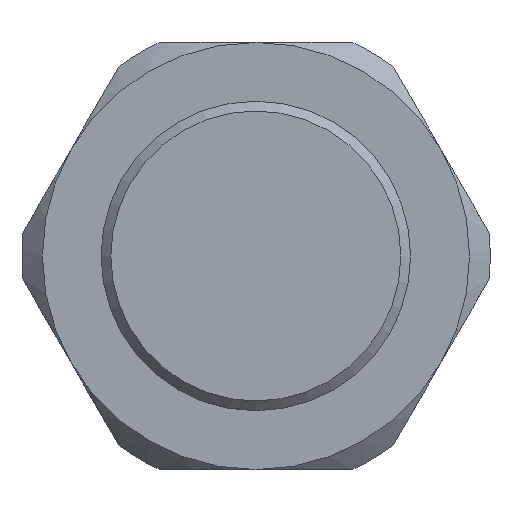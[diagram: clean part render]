
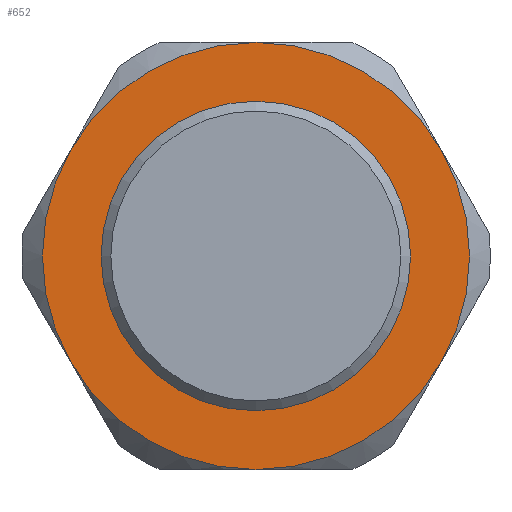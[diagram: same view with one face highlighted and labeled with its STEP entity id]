
A CAD part, front view. The second image highlights one B-rep face of the part: STEP entity #652.
In plain terms, the highlighted planar face has unit normal (0, -1, 0).
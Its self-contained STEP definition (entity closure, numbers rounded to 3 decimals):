
#28=FACE_BOUND('',#147,.T.);
#33=PLANE('',#728);
#107=FACE_OUTER_BOUND('',#146,.T.);
#146=EDGE_LOOP('',(#497,#498,#499,#500,#501,#502));
#147=EDGE_LOOP('',(#503));
#266=CIRCLE('',#707,7.9);
#279=CIRCLE('',#729,10.9);
#280=CIRCLE('',#730,10.9);
#281=CIRCLE('',#731,10.9);
#282=CIRCLE('',#732,10.9);
#283=CIRCLE('',#733,10.9);
#284=CIRCLE('',#734,10.9);
#302=VERTEX_POINT('',#979);
#326=VERTEX_POINT('',#1043);
#327=VERTEX_POINT('',#1044);
#328=VERTEX_POINT('',#1046);
#329=VERTEX_POINT('',#1048);
#330=VERTEX_POINT('',#1050);
#331=VERTEX_POINT('',#1052);
#363=EDGE_CURVE('',#302,#302,#266,.T.);
#393=EDGE_CURVE('',#326,#327,#279,.T.);
#394=EDGE_CURVE('',#327,#328,#280,.T.);
#395=EDGE_CURVE('',#328,#329,#281,.T.);
#396=EDGE_CURVE('',#329,#330,#282,.T.);
#397=EDGE_CURVE('',#330,#331,#283,.T.);
#398=EDGE_CURVE('',#331,#326,#284,.T.);
#497=ORIENTED_EDGE('',*,*,#393,.T.);
#498=ORIENTED_EDGE('',*,*,#394,.T.);
#499=ORIENTED_EDGE('',*,*,#395,.T.);
#500=ORIENTED_EDGE('',*,*,#396,.T.);
#501=ORIENTED_EDGE('',*,*,#397,.T.);
#502=ORIENTED_EDGE('',*,*,#398,.T.);
#503=ORIENTED_EDGE('',*,*,#363,.F.);
#652=ADVANCED_FACE('',(#107,#28),#33,.T.);
#707=AXIS2_PLACEMENT_3D('',#981,#789,#790);
#728=AXIS2_PLACEMENT_3D('',#1042,#848,#849);
#729=AXIS2_PLACEMENT_3D('',#1045,#850,#851);
#730=AXIS2_PLACEMENT_3D('',#1047,#852,#853);
#731=AXIS2_PLACEMENT_3D('',#1049,#854,#855);
#732=AXIS2_PLACEMENT_3D('',#1051,#856,#857);
#733=AXIS2_PLACEMENT_3D('',#1053,#858,#859);
#734=AXIS2_PLACEMENT_3D('',#1054,#860,#861);
#789=DIRECTION('center_axis',(0.,-1.,0.));
#790=DIRECTION('ref_axis',(-1.,0.,0.));
#848=DIRECTION('center_axis',(0.,-1.,0.));
#849=DIRECTION('ref_axis',(0.,0.,-1.));
#850=DIRECTION('center_axis',(0.,-1.,0.));
#851=DIRECTION('ref_axis',(-0.5,0.,-0.866));
#852=DIRECTION('center_axis',(0.,-1.,0.));
#853=DIRECTION('ref_axis',(-0.5,0.,-0.866));
#854=DIRECTION('center_axis',(0.,-1.,0.));
#855=DIRECTION('ref_axis',(-0.5,0.,-0.866));
#856=DIRECTION('center_axis',(0.,-1.,0.));
#857=DIRECTION('ref_axis',(-0.5,0.,-0.866));
#858=DIRECTION('center_axis',(0.,-1.,0.));
#859=DIRECTION('ref_axis',(-0.5,0.,-0.866));
#860=DIRECTION('center_axis',(0.,-1.,0.));
#861=DIRECTION('ref_axis',(-0.5,0.,-0.866));
#979=CARTESIAN_POINT('',(-0.187,-8.689,0.));
#981=CARTESIAN_POINT('Origin',(-8.087,-8.689,0.));
#1042=CARTESIAN_POINT('Origin',(-8.078,-8.689,0.));
#1043=CARTESIAN_POINT('',(1.362,-8.689,5.45));
#1044=CARTESIAN_POINT('',(-8.078,-8.689,10.9));
#1045=CARTESIAN_POINT('Origin',(-8.078,-8.689,0.));
#1046=CARTESIAN_POINT('',(-17.518,-8.689,5.45));
#1047=CARTESIAN_POINT('Origin',(-8.078,-8.689,0.));
#1048=CARTESIAN_POINT('',(-17.518,-8.689,-5.45));
#1049=CARTESIAN_POINT('Origin',(-8.078,-8.689,0.));
#1050=CARTESIAN_POINT('',(-8.078,-8.689,-10.9));
#1051=CARTESIAN_POINT('Origin',(-8.078,-8.689,0.));
#1052=CARTESIAN_POINT('',(1.362,-8.689,-5.45));
#1053=CARTESIAN_POINT('Origin',(-8.078,-8.689,0.));
#1054=CARTESIAN_POINT('Origin',(-8.078,-8.689,0.));
